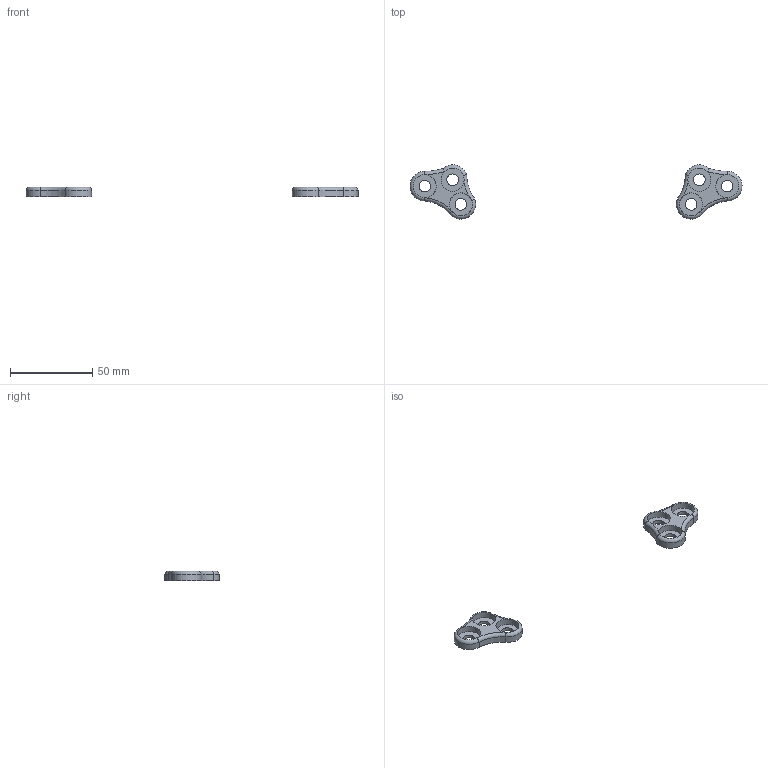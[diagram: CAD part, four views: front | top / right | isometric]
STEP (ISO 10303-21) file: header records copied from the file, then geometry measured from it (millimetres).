
FILE_DESCRIPTION(/* description */ (''),/* implementation_level */ '2;1');
FILE_NAME(/* name */ 'Habillage v2.step',/* time_stamp */ '2022-06-27T09:57:18+02:00',/* author */ (''),/* organization */ (''),/* preprocessor_version */ 'ST-DEVELOPER v19',/* originating_system */ 'Autodesk Translation Framework v11.7.0.108',/* authorisation */ '');
FILE_SCHEMA (('AUTOMOTIVE_DESIGN { 1 0 10303 214 3 1 1 }'));
Length unit declared in the file: millimetre
Products named in the file (1): Habillage
Bounding box: 201.87 x 32.88 x 6 mm (x, y, z)
Volume: 5834.6 mm3; surface area: 5435.1 mm2
Topology: 2 solids, 2 shells, 46 faces, 108 edges, 66 vertices
Faces by surface type: cylinder 24, torus 12, plane 10
Full cylindrical faces by diameter (mm): 7 x6, 14 x6
Entity records: 1515 total; most frequent: CARTESIAN_POINT 357, DIRECTION 262, ORIENTED_EDGE 216, AXIS2_PLACEMENT_3D 119, EDGE_CURVE 108, CIRCLE 72, VERTEX_POINT 66, EDGE_LOOP 58
